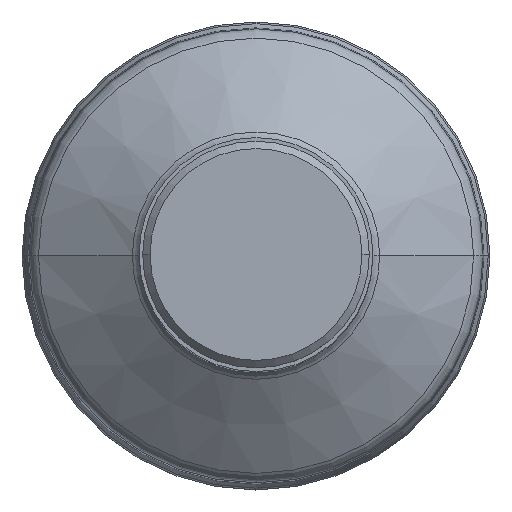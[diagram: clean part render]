
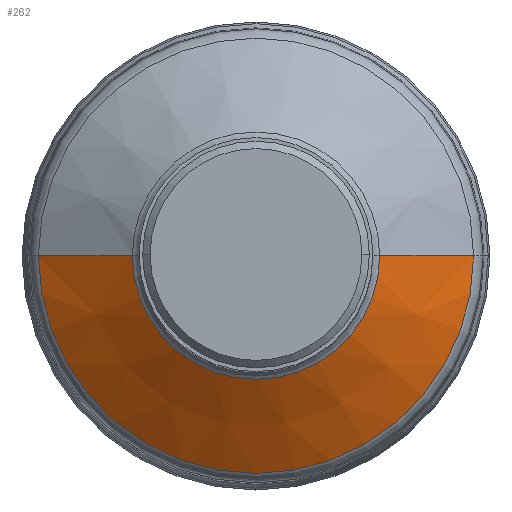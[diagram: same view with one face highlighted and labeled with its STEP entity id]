
A CAD part, top view. The second image highlights one B-rep face of the part: STEP entity #262.
In plain terms, the highlighted conical face has half-angle 55 degrees and reference radius 23.155 mm.
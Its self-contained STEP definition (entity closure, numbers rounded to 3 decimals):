
#262=ADVANCED_FACE('',(#385),#287,.T.);
#287=CONICAL_SURFACE('',#2211,23.155,55.);
#385=FACE_OUTER_BOUND('',#497,.T.);
#497=EDGE_LOOP('',(#918,#919,#920,#921,#922,#923));
#918=ORIENTED_EDGE('',*,*,#1358,.F.);
#919=ORIENTED_EDGE('',*,*,#1359,.F.);
#920=ORIENTED_EDGE('',*,*,#1357,.F.);
#921=ORIENTED_EDGE('',*,*,#1350,.F.);
#922=ORIENTED_EDGE('',*,*,#1349,.F.);
#923=ORIENTED_EDGE('',*,*,#1356,.T.);
#1118=VERTEX_POINT('',#4727);
#1119=VERTEX_POINT('',#4729);
#1120=VERTEX_POINT('',#4731);
#1123=VERTEX_POINT('',#4740);
#1124=VERTEX_POINT('',#4742);
#1125=VERTEX_POINT('',#4747);
#1349=EDGE_CURVE('',#1118,#1119,#1648,.T.);
#1350=EDGE_CURVE('',#1119,#1120,#1649,.T.);
#1356=EDGE_CURVE('',#1118,#1124,#1822,.T.);
#1357=EDGE_CURVE('',#1120,#1123,#1823,.T.);
#1358=EDGE_CURVE('',#1125,#1124,#1655,.T.);
#1359=EDGE_CURVE('',#1123,#1125,#1656,.T.);
#1648=CIRCLE('',#2199,29.532);
#1649=CIRCLE('',#2200,29.532);
#1655=CIRCLE('',#2209,16.779);
#1656=CIRCLE('',#2210,16.779);
#1822=LINE('',#4743,#1846);
#1823=LINE('',#4744,#1847);
#1846=VECTOR('',#2763,1.);
#1847=VECTOR('',#2764,1.);
#2199=AXIS2_PLACEMENT_3D('',#4728,#2745,#2746);
#2200=AXIS2_PLACEMENT_3D('',#4730,#2747,#2748);
#2209=AXIS2_PLACEMENT_3D('',#4746,#2767,#2768);
#2210=AXIS2_PLACEMENT_3D('',#4748,#2769,#2770);
#2211=AXIS2_PLACEMENT_3D('',#4749,#2771,#2772);
#2745=DIRECTION('',(0.,0.,-1.));
#2746=DIRECTION('',(1.,0.,0.));
#2747=DIRECTION('',(0.,0.,-1.));
#2748=DIRECTION('',(1.,-0.001,0.));
#2763=DIRECTION('',(-0.819,0.,0.574));
#2764=DIRECTION('',(0.819,0.,0.574));
#2767=DIRECTION('',(0.,0.,1.));
#2768=DIRECTION('',(-1.,-0.001,0.));
#2769=DIRECTION('',(0.,0.,1.));
#2770=DIRECTION('',(-1.,0.,0.));
#2771=DIRECTION('',(0.,0.,-1.));
#2772=DIRECTION('',(1.,0.,0.));
#4727=CARTESIAN_POINT('',(29.532,0.,-98.75));
#4728=CARTESIAN_POINT('',(0.,0.,-98.75));
#4729=CARTESIAN_POINT('',(29.532,-0.018,-98.75));
#4730=CARTESIAN_POINT('',(0.,0.,-98.75));
#4731=CARTESIAN_POINT('',(-29.532,0.,-98.75));
#4740=CARTESIAN_POINT('',(-16.779,0.,-89.821));
#4742=CARTESIAN_POINT('',(16.779,0.,-89.821));
#4743=CARTESIAN_POINT('',(29.532,0.,-98.75));
#4744=CARTESIAN_POINT('',(-29.532,0.,-98.75));
#4746=CARTESIAN_POINT('',(0.,0.,-89.821));
#4747=CARTESIAN_POINT('',(-16.779,-0.011,-89.821));
#4748=CARTESIAN_POINT('',(0.,0.,-89.821));
#4749=CARTESIAN_POINT('',(0.,0.,-94.285));
